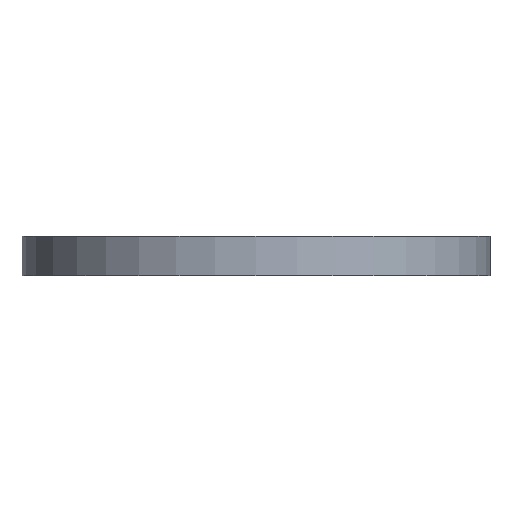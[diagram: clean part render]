
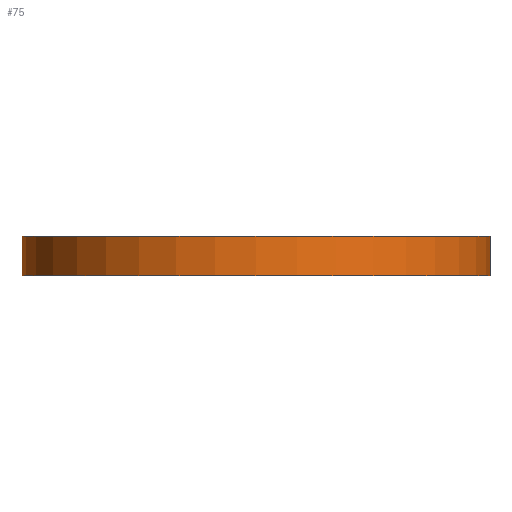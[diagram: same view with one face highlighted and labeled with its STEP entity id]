
A CAD part, front view. The second image highlights one B-rep face of the part: STEP entity #75.
In plain terms, the highlighted cylindrical face has radius 300 mm (diameter 600 mm), a full revolution.
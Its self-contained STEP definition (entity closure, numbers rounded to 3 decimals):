
#75 = ADVANCED_FACE( '', ( #192, #193 ), #194, .T. );
#192 = FACE_OUTER_BOUND( '', #748, .T. );
#193 = FACE_OUTER_BOUND( '', #749, .T. );
#194 = CYLINDRICAL_SURFACE( '', #750, 300. );
#748 = EDGE_LOOP( '', ( #1304 ) );
#749 = EDGE_LOOP( '', ( #1305 ) );
#750 = AXIS2_PLACEMENT_3D( '', #1306, #1307, #1308 );
#1304 = ORIENTED_EDGE( '', *, *, #2092, .T. );
#1305 = ORIENTED_EDGE( '', *, *, #2093, .F. );
#1306 = CARTESIAN_POINT( '', ( 0., 0., 50. ) );
#1307 = DIRECTION( '', ( 0., 0., 1. ) );
#1308 = DIRECTION( '', ( -1., 0., 0. ) );
#2092 = EDGE_CURVE( '', #2312, #2312, #2313, .T. );
#2093 = EDGE_CURVE( '', #2314, #2314, #2315, .T. );
#2312 = VERTEX_POINT( '', #2752 );
#2313 = CIRCLE( '', #2753, 300. );
#2314 = VERTEX_POINT( '', #2754 );
#2315 = CIRCLE( '', #2755, 300. );
#2752 = CARTESIAN_POINT( '', ( 300., 0., 50. ) );
#2753 = AXIS2_PLACEMENT_3D( '', #3192, #3193, #3194 );
#2754 = CARTESIAN_POINT( '', ( 300., 0., 0. ) );
#2755 = AXIS2_PLACEMENT_3D( '', #3195, #3196, #3197 );
#3192 = CARTESIAN_POINT( '', ( 0., 0., 50. ) );
#3193 = DIRECTION( '', ( 0., 0., -1. ) );
#3194 = DIRECTION( '', ( 1., 0., 0. ) );
#3195 = CARTESIAN_POINT( '', ( 0., 0., 0. ) );
#3196 = DIRECTION( '', ( 0., 0., -1. ) );
#3197 = DIRECTION( '', ( 1., 0., 0. ) );
